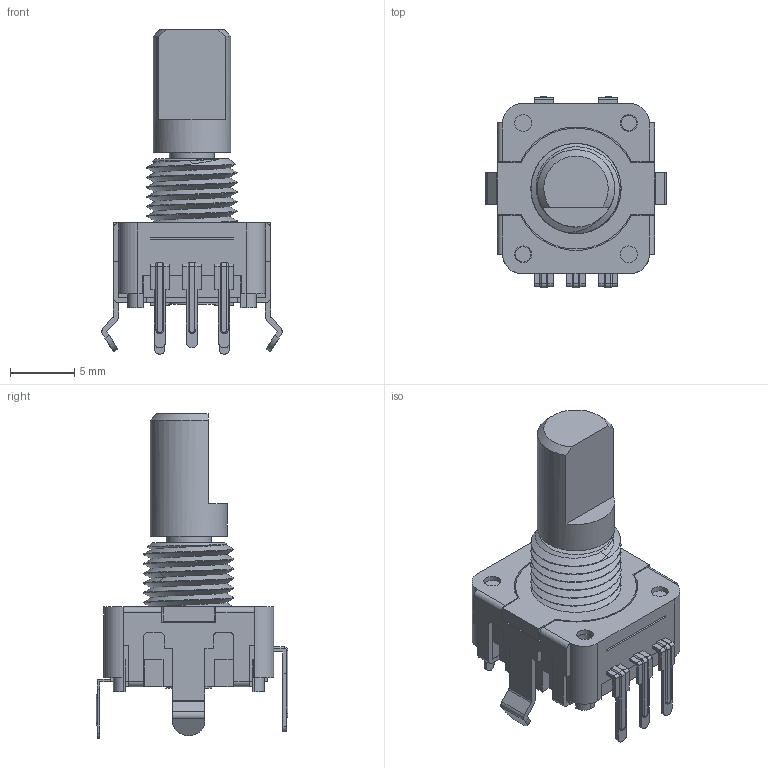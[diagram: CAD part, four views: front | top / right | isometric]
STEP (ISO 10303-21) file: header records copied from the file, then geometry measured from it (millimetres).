
FILE_DESCRIPTION((' '),'2;1');
FILE_NAME( 'SW-PEC11R-4215F-S0024.stp', '2022-09-04T13:27:36', (' '), ('--- Datakit www.datakit.com---'), ' Datakit CrossCadWare V2022.3 Jun 15 2022', 'DATAKIT 2022 (c)', ' ');
FILE_SCHEMA(('AP242_MANAGED_MODEL_BASED_3D_ENGINEERING_MIM_LF { 1 0 10303 442 1 1 4 }'));
Length unit declared in the file: millimetre
Products named in the file (1): SW-PEC11R-4215F-S0024
Bounding box: 14 x 14.9 x 25.2 mm (x, y, z)
Volume: 65.9 mm3; surface area: 1540.1 mm2
Topology: 1 solids, 3 shells, 411 faces, 1143 edges, 754 vertices
Faces by surface type: plane 284, cylinder 104, revolution 13, cone 6, bspline 4
Full cylindrical faces by diameter (mm): 1.2 x2, 1.3 x4, 1.5 x1, 3.5 x2, 3.6 x1, 4.5 x1, 6 x2
Entity records: 18236 total; most frequent: CARTESIAN_POINT 7328, ORIENTED_EDGE 2226, DIRECTION 2075, EDGE_CURVE 1117, VECTOR 846, LINE 846, VERTEX_POINT 746, AXIS2_PLACEMENT_3D 608
